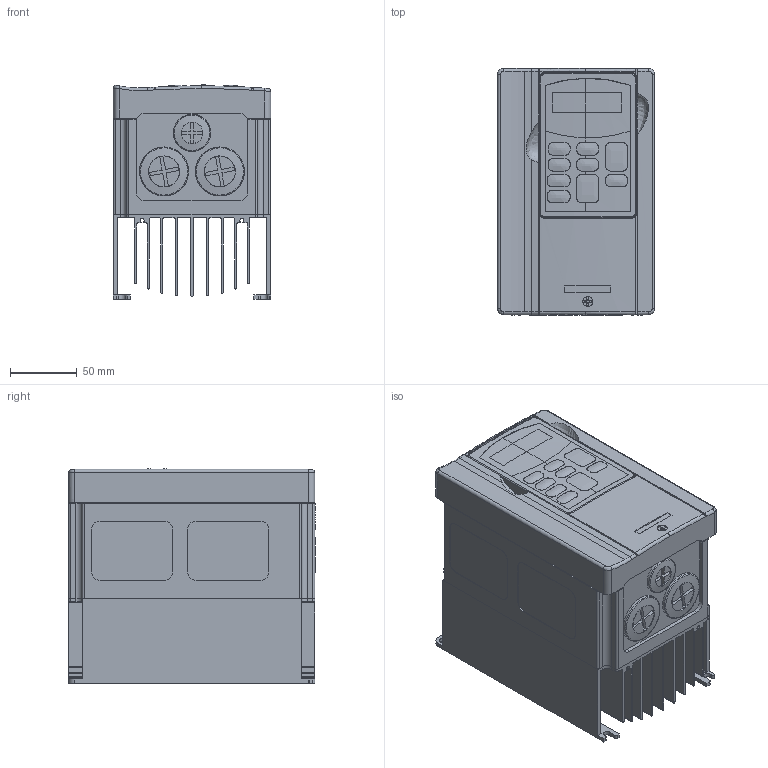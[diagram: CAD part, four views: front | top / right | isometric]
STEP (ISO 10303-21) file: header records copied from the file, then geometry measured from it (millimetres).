
FILE_DESCRIPTION (( 'STEP AP214' ), '1' );
FILE_NAME ('GS3-41P0.step', '2014-07-21T20:34:21', ( '' ), ( '' ), 'SwSTEP 2.0', 'SolidWorks 2013', '' );
FILE_SCHEMA (( 'AUTOMOTIVE_DESIGN' ));
Length unit declared in the file: inch
Products named in the file (1): GS3-41P0
Bounding box: 118.11 x 185.48 x 160.8 mm (x, y, z)
Volume: 2313605.7 mm3; surface area: 358123.4 mm2
Topology: 1 solids, 1 shells, 647 faces, 1752 edges, 1152 vertices
Faces by surface type: plane 343, cylinder 187, bspline 104, torus 9, cone 4
Entity records: 38434 total; most frequent: CARTESIAN_POINT 15359, ORIENTED_EDGE 3504, DIRECTION 2841, EDGE_CURVE 1752, VERTEX_POINT 1152, VECTOR 1085, LINE 1085, AXIS2_PLACEMENT_3D 878
